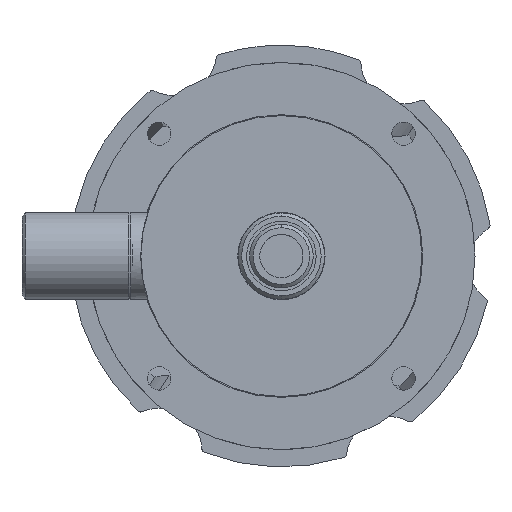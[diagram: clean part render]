
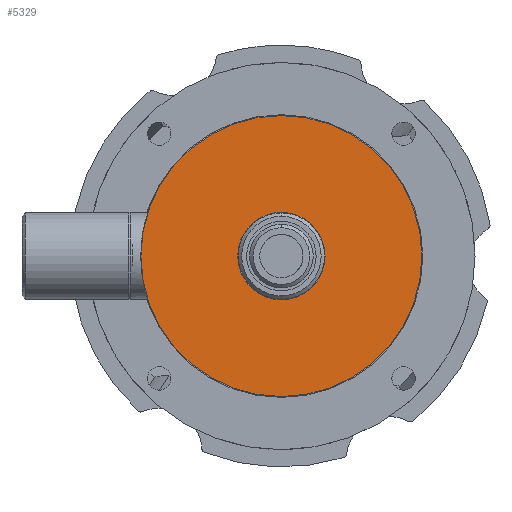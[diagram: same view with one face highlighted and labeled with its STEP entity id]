
A CAD part, left-side view. The second image highlights one B-rep face of the part: STEP entity #5329.
In plain terms, the highlighted planar face has unit normal (-1, 0, 0).
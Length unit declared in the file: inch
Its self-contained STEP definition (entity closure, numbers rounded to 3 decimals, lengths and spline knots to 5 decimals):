
#208 = DIRECTION ( 'NONE',  ( -1., 0., 0. ) ) ;
#357 = DIRECTION ( 'NONE',  ( -1., 0., 0. ) ) ;
#871 = VERTEX_POINT ( 'NONE', #4696 ) ;
#1600 = AXIS2_PLACEMENT_3D ( 'NONE', #5157, #208, #5999 ) ;
#1731 = AXIS2_PLACEMENT_3D ( 'NONE', #3467, #2683, #9157 ) ;
#1872 = CIRCLE ( 'NONE', #1731, 0.2525 ) ;
#1971 = CARTESIAN_POINT ( 'NONE',  ( -0.125, 0., 0. ) ) ;
#2018 = EDGE_CURVE ( 'NONE', #5522, #871, #1872, .T. ) ;
#2071 = EDGE_LOOP ( 'NONE', ( #3715, #6969 ) ) ;
#2557 = EDGE_CURVE ( 'NONE', #6110, #6199, #10050, .T. ) ;
#2683 = DIRECTION ( 'NONE',  ( 1., 0., 0. ) ) ;
#2722 = CIRCLE ( 'NONE', #1600, 0.8125 ) ;
#2747 = AXIS2_PLACEMENT_3D ( 'NONE', #1971, #7706, #2777 ) ;
#2777 = DIRECTION ( 'NONE',  ( 0., 0., -1. ) ) ;
#3330 = EDGE_CURVE ( 'NONE', #6199, #6110, #2722, .T. ) ;
#3395 = CIRCLE ( 'NONE', #8249, 0.2525 ) ;
#3410 = CARTESIAN_POINT ( 'NONE',  ( -0.125, 0., 0. ) ) ;
#3467 = CARTESIAN_POINT ( 'NONE',  ( -0.125, 0., 0. ) ) ;
#3638 = FACE_BOUND ( 'NONE', #5396, .T. ) ;
#3715 = ORIENTED_EDGE ( 'NONE', *, *, #3330, .T. ) ;
#3895 = FACE_OUTER_BOUND ( 'NONE', #2071, .T. ) ;
#4259 = DIRECTION ( 'NONE',  ( 0., 0., -1. ) ) ;
#4696 = CARTESIAN_POINT ( 'NONE',  ( -0.125, 0., -0.2525 ) ) ;
#4703 = EDGE_CURVE ( 'NONE', #871, #5522, #3395, .T. ) ;
#5147 = AXIS2_PLACEMENT_3D ( 'NONE', #6921, #357, #6147 ) ;
#5157 = CARTESIAN_POINT ( 'NONE',  ( -0.125, 0., 0. ) ) ;
#5329 = ADVANCED_FACE ( 'NONE', ( #3895, #3638 ), #10175, .T. ) ;
#5396 = EDGE_LOOP ( 'NONE', ( #5547, #6014 ) ) ;
#5522 = VERTEX_POINT ( 'NONE', #7156 ) ;
#5547 = ORIENTED_EDGE ( 'NONE', *, *, #4703, .T. ) ;
#5610 = CARTESIAN_POINT ( 'NONE',  ( -0.125, 0., -0.8125 ) ) ;
#5999 = DIRECTION ( 'NONE',  ( 0., 0., -1. ) ) ;
#6014 = ORIENTED_EDGE ( 'NONE', *, *, #2018, .T. ) ;
#6110 = VERTEX_POINT ( 'NONE', #9504 ) ;
#6147 = DIRECTION ( 'NONE',  ( 0., 0., 1. ) ) ;
#6199 = VERTEX_POINT ( 'NONE', #5610 ) ;
#6921 = CARTESIAN_POINT ( 'NONE',  ( -0.125, 0.8125, 0. ) ) ;
#6969 = ORIENTED_EDGE ( 'NONE', *, *, #2557, .T. ) ;
#7156 = CARTESIAN_POINT ( 'NONE',  ( -0.125, 0., 0.2525 ) ) ;
#7706 = DIRECTION ( 'NONE',  ( -1., 0., 0. ) ) ;
#8249 = AXIS2_PLACEMENT_3D ( 'NONE', #3410, #9136, #4259 ) ;
#9136 = DIRECTION ( 'NONE',  ( 1., 0., 0. ) ) ;
#9157 = DIRECTION ( 'NONE',  ( 0., 0., -1. ) ) ;
#9504 = CARTESIAN_POINT ( 'NONE',  ( -0.125, 0., 0.8125 ) ) ;
#10050 = CIRCLE ( 'NONE', #2747, 0.8125 ) ;
#10175 = PLANE ( 'NONE',  #5147 ) ;
